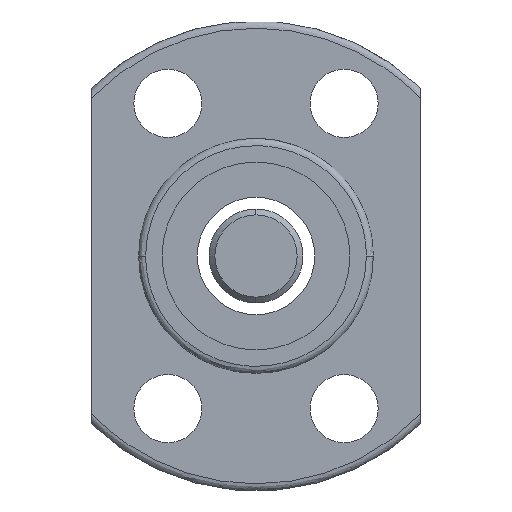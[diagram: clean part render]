
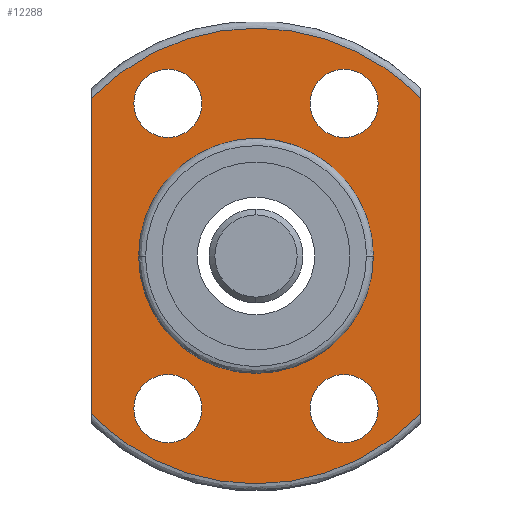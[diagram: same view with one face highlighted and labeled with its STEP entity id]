
A CAD part, left-side view. The second image highlights one B-rep face of the part: STEP entity #12288.
In plain terms, the highlighted planar face has unit normal (-1, 0, 0).
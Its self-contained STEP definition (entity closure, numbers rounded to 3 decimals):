
#153 = CARTESIAN_POINT ( 'NONE',  ( -10., 7., 6.715 ) ) ;
#232 = VERTEX_POINT ( 'NONE', #10131 ) ;
#255 = DIRECTION ( 'NONE',  ( 0., 0., -1. ) ) ;
#261 = CIRCLE ( 'NONE', #9877, 5. ) ;
#297 = VERTEX_POINT ( 'NONE', #23189 ) ;
#502 = DIRECTION ( 'NONE',  ( 0., 1., 0. ) ) ;
#506 = FACE_BOUND ( 'NONE', #18305, .T. ) ;
#909 = DIRECTION ( 'NONE',  ( 0., -1., 0. ) ) ;
#1107 = DIRECTION ( 'NONE',  ( -1., 0., 0. ) ) ;
#1211 = EDGE_LOOP ( 'NONE', ( #6099, #23442 ) ) ;
#1366 = EDGE_CURVE ( 'NONE', #18683, #3958, #261, .T. ) ;
#1641 = DIRECTION ( 'NONE',  ( -1., 0., 0. ) ) ;
#1929 = CARTESIAN_POINT ( 'NONE',  ( -10., 7., 0. ) ) ;
#2078 = AXIS2_PLACEMENT_3D ( 'NONE', #7938, #11303, #7689 ) ;
#2427 = CARTESIAN_POINT ( 'NONE',  ( -10., -7., 6.715 ) ) ;
#2777 = EDGE_LOOP ( 'NONE', ( #13973, #16836, #5879, #17897 ) ) ;
#2834 = CARTESIAN_POINT ( 'NONE',  ( -10., 5.2, 6.495 ) ) ;
#3214 = DIRECTION ( 'NONE',  ( 0., -1., 0. ) ) ;
#3396 = CIRCLE ( 'NONE', #19875, 1.45 ) ;
#3445 = CARTESIAN_POINT ( 'NONE',  ( -10., -3.75, -6.495 ) ) ;
#3470 =( BOUNDED_CURVE ( )  B_SPLINE_CURVE ( 3, ( #153, #19967, #16567, #12787 ),
 .UNSPECIFIED., .F., .F. ) 
 B_SPLINE_CURVE_WITH_KNOTS ( ( 4, 4 ),
 ( 0., 1. ),
 .UNSPECIFIED. ) 
 CURVE ( )  GEOMETRIC_REPRESENTATION_ITEM ( )  RATIONAL_B_SPLINE_CURVE ( ( 1., 0.795, 0.795, 1. ) ) 
 REPRESENTATION_ITEM ( '' )  );
#3540 = PLANE ( 'NONE',  #13294 ) ;
#3565 = AXIS2_PLACEMENT_3D ( 'NONE', #4048, #16633, #18452 ) ;
#3958 = VERTEX_POINT ( 'NONE', #12916 ) ;
#4048 = CARTESIAN_POINT ( 'NONE',  ( -10., 0., 0. ) ) ;
#4106 = VERTEX_POINT ( 'NONE', #7892 ) ;
#4114 = VERTEX_POINT ( 'NONE', #4480 ) ;
#4161 = CARTESIAN_POINT ( 'NONE',  ( -10., -3.75, 6.495 ) ) ;
#4217 = DIRECTION ( 'NONE',  ( -1., 0., 0. ) ) ;
#4379 = CARTESIAN_POINT ( 'NONE',  ( -10., 0., 0. ) ) ;
#4480 = CARTESIAN_POINT ( 'NONE',  ( -10., 5.2, -6.495 ) ) ;
#4497 = FACE_BOUND ( 'NONE', #7747, .T. ) ;
#5436 = EDGE_LOOP ( 'NONE', ( #9919, #16115 ) ) ;
#5571 = CARTESIAN_POINT ( 'NONE',  ( -10., -5.2, 6.495 ) ) ;
#5675 = ORIENTED_EDGE ( 'NONE', *, *, #11575, .F. ) ;
#5879 = ORIENTED_EDGE ( 'NONE', *, *, #9629, .F. ) ;
#6099 = ORIENTED_EDGE ( 'NONE', *, *, #19970, .F. ) ;
#6116 = CARTESIAN_POINT ( 'NONE',  ( -10., 3.75, 6.495 ) ) ;
#6155 = ORIENTED_EDGE ( 'NONE', *, *, #22012, .F. ) ;
#6164 = CARTESIAN_POINT ( 'NONE',  ( -10., -5., 0. ) ) ;
#6229 = DIRECTION ( 'NONE',  ( -1., 0., 0. ) ) ;
#7039 = FACE_OUTER_BOUND ( 'NONE', #2777, .T. ) ;
#7354 = EDGE_LOOP ( 'NONE', ( #17694, #23068 ) ) ;
#7442 = CARTESIAN_POINT ( 'NONE',  ( -10., -2.3, 6.495 ) ) ;
#7689 = DIRECTION ( 'NONE',  ( 0., -1., 0. ) ) ;
#7747 = EDGE_LOOP ( 'NONE', ( #6155, #16196 ) ) ;
#7793 = VERTEX_POINT ( 'NONE', #8085 ) ;
#7829 = CARTESIAN_POINT ( 'NONE',  ( -10., -3.75, -6.495 ) ) ;
#7892 = CARTESIAN_POINT ( 'NONE',  ( -10., 2.3, -6.495 ) ) ;
#7938 = CARTESIAN_POINT ( 'NONE',  ( -10., -3.75, 6.495 ) ) ;
#7943 = CARTESIAN_POINT ( 'NONE',  ( -10., 7., -6.715 ) ) ;
#8085 = CARTESIAN_POINT ( 'NONE',  ( -10., 2.3, 6.495 ) ) ;
#8404 = CARTESIAN_POINT ( 'NONE',  ( -10., -2.3, -6.495 ) ) ;
#8882 = ORIENTED_EDGE ( 'NONE', *, *, #16933, .F. ) ;
#8934 = AXIS2_PLACEMENT_3D ( 'NONE', #13625, #11639, #909 ) ;
#9026 = CARTESIAN_POINT ( 'NONE',  ( -10., 2.936, -10.952 ) ) ;
#9341 = VERTEX_POINT ( 'NONE', #2834 ) ;
#9344 = CIRCLE ( 'NONE', #15924, 1.45 ) ;
#9351 = DIRECTION ( 'NONE',  ( -1., 0., 0. ) ) ;
#9511 = DIRECTION ( 'NONE',  ( 0., -1., 0. ) ) ;
#9520 = DIRECTION ( 'NONE',  ( 0., -1., 0. ) ) ;
#9569 = FACE_BOUND ( 'NONE', #5436, .T. ) ;
#9629 = EDGE_CURVE ( 'NONE', #20903, #297, #15862, .T. ) ;
#9739 = DIRECTION ( 'NONE',  ( 0., -1., 0. ) ) ;
#9877 = AXIS2_PLACEMENT_3D ( 'NONE', #4379, #15012, #502 ) ;
#9919 = ORIENTED_EDGE ( 'NONE', *, *, #18157, .F. ) ;
#10131 = CARTESIAN_POINT ( 'NONE',  ( -10., -5.2, -6.495 ) ) ;
#10689 = FACE_BOUND ( 'NONE', #7354, .T. ) ;
#11186 = CIRCLE ( 'NONE', #3565, 5. ) ;
#11303 = DIRECTION ( 'NONE',  ( -1., 0., 0. ) ) ;
#11388 = DIRECTION ( 'NONE',  ( -1., 0., 0. ) ) ;
#11575 = EDGE_CURVE ( 'NONE', #16874, #15824, #23412, .T. ) ;
#11639 = DIRECTION ( 'NONE',  ( -1., 0., 0. ) ) ;
#11771 = AXIS2_PLACEMENT_3D ( 'NONE', #15002, #4217, #9739 ) ;
#11884 = CIRCLE ( 'NONE', #11771, 1.45 ) ;
#11906 = CARTESIAN_POINT ( 'NONE',  ( -10., 3.75, -6.495 ) ) ;
#12288 = ADVANCED_FACE ( 'NONE', ( #7039, #4497, #15464, #506, #10689, #9569 ), #3540, .F. ) ;
#12767 = CIRCLE ( 'NONE', #8934, 1.45 ) ;
#12787 = CARTESIAN_POINT ( 'NONE',  ( -10., -7., 6.715 ) ) ;
#12916 = CARTESIAN_POINT ( 'NONE',  ( -10., 5., 0. ) ) ;
#13294 = AXIS2_PLACEMENT_3D ( 'NONE', #23394, #23230, #18022 ) ;
#13541 = VERTEX_POINT ( 'NONE', #7943 ) ;
#13625 = CARTESIAN_POINT ( 'NONE',  ( -10., 3.75, 6.495 ) ) ;
#13973 = ORIENTED_EDGE ( 'NONE', *, *, #19861, .F. ) ;
#14088 = LINE ( 'NONE', #1929, #21982 ) ;
#14148 = VERTEX_POINT ( 'NONE', #8404 ) ;
#15002 = CARTESIAN_POINT ( 'NONE',  ( -10., 3.75, -6.495 ) ) ;
#15012 = DIRECTION ( 'NONE',  ( -1., 0., 0. ) ) ;
#15464 = FACE_BOUND ( 'NONE', #1211, .T. ) ;
#15824 = VERTEX_POINT ( 'NONE', #7442 ) ;
#15862 = LINE ( 'NONE', #16676, #22948 ) ;
#15877 = EDGE_CURVE ( 'NONE', #18018, #20903, #3470, .T. ) ;
#15924 = AXIS2_PLACEMENT_3D ( 'NONE', #11906, #1107, #18915 ) ;
#16093 = EDGE_CURVE ( 'NONE', #4114, #4106, #9344, .T. ) ;
#16115 = ORIENTED_EDGE ( 'NONE', *, *, #16093, .F. ) ;
#16196 = ORIENTED_EDGE ( 'NONE', *, *, #1366, .F. ) ;
#16407 = AXIS2_PLACEMENT_3D ( 'NONE', #4161, #9351, #9520 ) ;
#16435 = EDGE_CURVE ( 'NONE', #232, #14148, #3396, .T. ) ;
#16567 = CARTESIAN_POINT ( 'NONE',  ( -10., -2.936, 10.952 ) ) ;
#16633 = DIRECTION ( 'NONE',  ( -1., 0., 0. ) ) ;
#16651 = CARTESIAN_POINT ( 'NONE',  ( -10., 7., 6.715 ) ) ;
#16676 = CARTESIAN_POINT ( 'NONE',  ( -10., -7., 0. ) ) ;
#16677 = EDGE_CURVE ( 'NONE', #14148, #232, #19468, .T. ) ;
#16836 = ORIENTED_EDGE ( 'NONE', *, *, #20347, .F. ) ;
#16874 = VERTEX_POINT ( 'NONE', #5571 ) ;
#16933 = EDGE_CURVE ( 'NONE', #15824, #16874, #18045, .T. ) ;
#17002 = DIRECTION ( 'NONE',  ( 0., -1., 0. ) ) ;
#17003 = AXIS2_PLACEMENT_3D ( 'NONE', #3445, #1641, #3214 ) ;
#17676 = EDGE_CURVE ( 'NONE', #9341, #7793, #12767, .T. ) ;
#17694 = ORIENTED_EDGE ( 'NONE', *, *, #16435, .F. ) ;
#17746 = CARTESIAN_POINT ( 'NONE',  ( -10., -2.936, -10.952 ) ) ;
#17897 = ORIENTED_EDGE ( 'NONE', *, *, #15877, .F. ) ;
#18018 = VERTEX_POINT ( 'NONE', #16651 ) ;
#18022 = DIRECTION ( 'NONE',  ( 0., 1., 0. ) ) ;
#18045 = CIRCLE ( 'NONE', #16407, 1.45 ) ;
#18157 = EDGE_CURVE ( 'NONE', #4106, #4114, #11884, .T. ) ;
#18304 = CIRCLE ( 'NONE', #22227, 1.45 ) ;
#18305 = EDGE_LOOP ( 'NONE', ( #5675, #8882 ) ) ;
#18452 = DIRECTION ( 'NONE',  ( 0., 1., 0. ) ) ;
#18683 = VERTEX_POINT ( 'NONE', #6164 ) ;
#18915 = DIRECTION ( 'NONE',  ( 0., -1., 0. ) ) ;
#19312 =( BOUNDED_CURVE ( )  B_SPLINE_CURVE ( 3, ( #23116, #17746, #9026, #23349 ),
 .UNSPECIFIED., .F., .F. ) 
 B_SPLINE_CURVE_WITH_KNOTS ( ( 4, 4 ),
 ( 0., 1. ),
 .UNSPECIFIED. ) 
 CURVE ( )  GEOMETRIC_REPRESENTATION_ITEM ( )  RATIONAL_B_SPLINE_CURVE ( ( 1., 0.795, 0.795, 1. ) ) 
 REPRESENTATION_ITEM ( '' )  );
#19468 = CIRCLE ( 'NONE', #17003, 1.45 ) ;
#19861 = EDGE_CURVE ( 'NONE', #13541, #18018, #14088, .T. ) ;
#19875 = AXIS2_PLACEMENT_3D ( 'NONE', #7829, #6229, #17002 ) ;
#19967 = CARTESIAN_POINT ( 'NONE',  ( -10., 2.936, 10.952 ) ) ;
#19970 = EDGE_CURVE ( 'NONE', #7793, #9341, #18304, .T. ) ;
#20347 = EDGE_CURVE ( 'NONE', #297, #13541, #19312, .T. ) ;
#20903 = VERTEX_POINT ( 'NONE', #2427 ) ;
#21646 = DIRECTION ( 'NONE',  ( 0., 0., 1. ) ) ;
#21982 = VECTOR ( 'NONE', #21646, 1000. ) ;
#22012 = EDGE_CURVE ( 'NONE', #3958, #18683, #11186, .T. ) ;
#22227 = AXIS2_PLACEMENT_3D ( 'NONE', #6116, #11388, #9511 ) ;
#22948 = VECTOR ( 'NONE', #255, 1000. ) ;
#23068 = ORIENTED_EDGE ( 'NONE', *, *, #16677, .F. ) ;
#23116 = CARTESIAN_POINT ( 'NONE',  ( -10., -7., -6.715 ) ) ;
#23189 = CARTESIAN_POINT ( 'NONE',  ( -10., -7., -6.715 ) ) ;
#23230 = DIRECTION ( 'NONE',  ( 1., 0., 0. ) ) ;
#23349 = CARTESIAN_POINT ( 'NONE',  ( -10., 7., -6.715 ) ) ;
#23394 = CARTESIAN_POINT ( 'NONE',  ( -10., 7.35, 0. ) ) ;
#23412 = CIRCLE ( 'NONE', #2078, 1.45 ) ;
#23442 = ORIENTED_EDGE ( 'NONE', *, *, #17676, .F. ) ;
